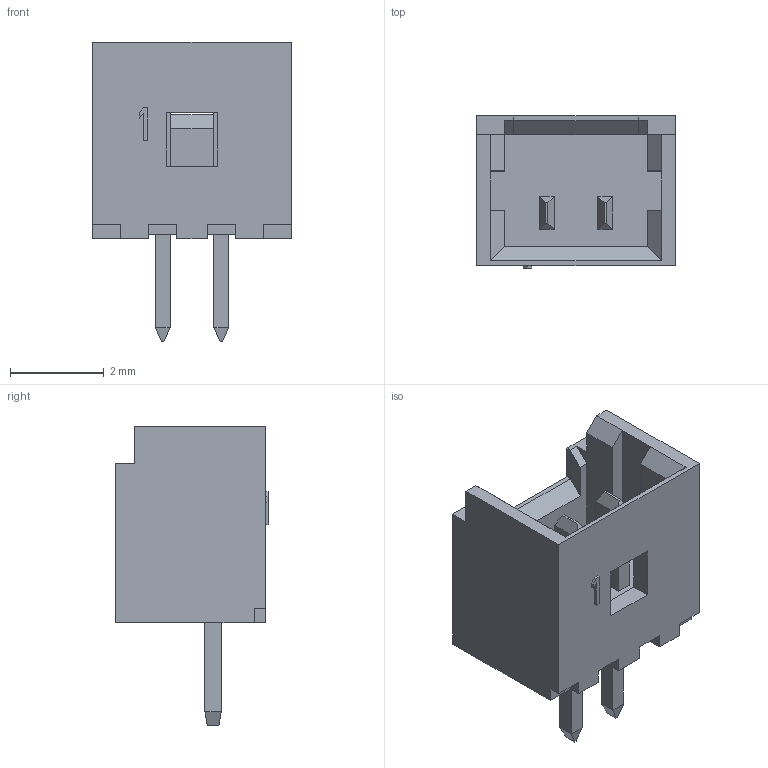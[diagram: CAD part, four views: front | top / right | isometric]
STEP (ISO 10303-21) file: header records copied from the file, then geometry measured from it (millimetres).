
FILE_DESCRIPTION((''),'2;1');
FILE_NAME('MOLEX_53047-0210.stp','2013-03-20T12:11:05',(''),(''),'Mechanical Desktop 2011','Mechanical Desktop 2011',', , ');
FILE_SCHEMA(('AUTOMOTIVE_DESIGN { 1 2 10303 214 1 1 1 1 }'));
Length unit declared in the file: millimetre
Products named in the file (1): Product
Bounding box: 4.25 x 3.25 x 6.4 mm (x, y, z)
Volume: 31.9 mm3; surface area: 131.7 mm2
Topology: 6 solids, 6 shells, 109 faces, 269 edges, 172 vertices
Faces by surface type: plane 90, bspline 19
Entity records: 3164 total; most frequent: CARTESIAN_POINT 622, ORIENTED_EDGE 538, DIRECTION 437, EDGE_CURVE 269, VECTOR 255, LINE 255, VERTEX_POINT 172, EDGE_LOOP 111
